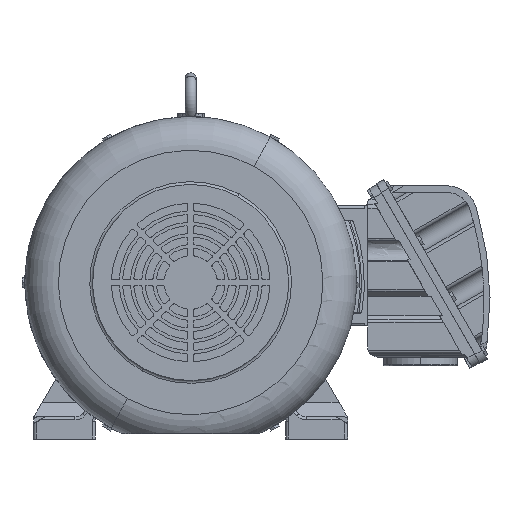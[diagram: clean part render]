
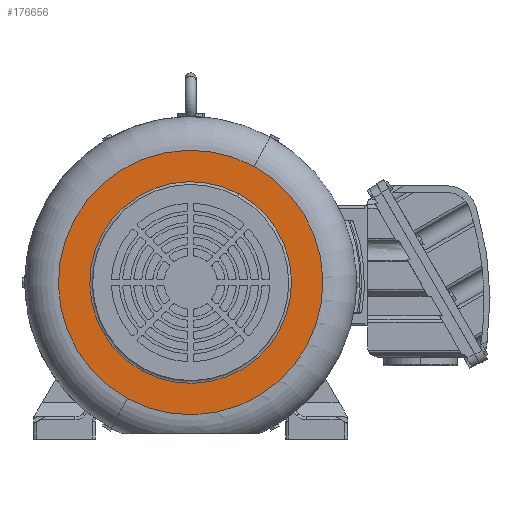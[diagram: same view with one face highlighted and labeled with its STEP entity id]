
A CAD part, left-side view. The second image highlights one B-rep face of the part: STEP entity #176656.
In plain terms, the highlighted planar face has unit normal (-1, 0, 0).
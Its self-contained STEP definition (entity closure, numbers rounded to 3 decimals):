
#176055=CARTESIAN_POINT('Vertex',(-715.,113.144,-207.109)) ;
#176058=CARTESIAN_POINT('Axis2P3D Location',(-715.,0.,0.)) ;
#176062=CARTESIAN_POINT('Vertex',(-715.,-113.144,207.109)) ;
#176615=CARTESIAN_POINT('Axis2P3D Location',(-715.,0.,0.)) ;
#176629=CARTESIAN_POINT('Axis2P3D Location',(-715.,0.,236.)) ;
#176638=CARTESIAN_POINT('Axis2P3D Location',(-715.,0.,0.)) ;
#176642=CARTESIAN_POINT('Vertex',(-715.,86.297,-157.965)) ;
#176644=CARTESIAN_POINT('Vertex',(-715.,-86.297,157.965)) ;
#176647=CARTESIAN_POINT('Axis2P3D Location',(-715.,0.,0.)) ;
#176059=DIRECTION('Axis2P3D Direction',(1.,0.,0.)) ;
#176616=DIRECTION('Axis2P3D Direction',(1.,0.,0.)) ;
#176630=DIRECTION('Axis2P3D Direction',(1.,0.,0.)) ;
#176631=DIRECTION('Axis2P3D XDirection',(0.,-1.,0.)) ;
#176639=DIRECTION('Axis2P3D Direction',(1.,0.,0.)) ;
#176648=DIRECTION('Axis2P3D Direction',(1.,0.,0.)) ;
#176060=AXIS2_PLACEMENT_3D('Circle Axis2P3D',#176058,#176059,$) ;
#176617=AXIS2_PLACEMENT_3D('Circle Axis2P3D',#176615,#176616,$) ;
#176632=AXIS2_PLACEMENT_3D('Plane Axis2P3D',#176629,#176630,#176631) ;
#176640=AXIS2_PLACEMENT_3D('Circle Axis2P3D',#176638,#176639,$) ;
#176649=AXIS2_PLACEMENT_3D('Circle Axis2P3D',#176647,#176648,$) ;
#176635=ORIENTED_EDGE('',*,*,#176619,.F.) ;
#176636=ORIENTED_EDGE('',*,*,#176064,.F.) ;
#176653=ORIENTED_EDGE('',*,*,#176646,.T.) ;
#176654=ORIENTED_EDGE('',*,*,#176651,.T.) ;
#176655=FACE_BOUND('',#176652,.T.) ;
#176656=ADVANCED_FACE('PartBody',(#176637,#176655),#176633,.F.) ;
#176061=CIRCLE('generated circle',#176060,236.) ;
#176618=CIRCLE('generated circle',#176617,236.) ;
#176641=CIRCLE('generated circle',#176640,180.) ;
#176650=CIRCLE('generated circle',#176649,180.) ;
#176064=EDGE_CURVE('',#176056,#176063,#176061,.T.) ;
#176619=EDGE_CURVE('',#176063,#176056,#176618,.T.) ;
#176646=EDGE_CURVE('',#176643,#176645,#176641,.T.) ;
#176651=EDGE_CURVE('',#176645,#176643,#176650,.T.) ;
#176634=EDGE_LOOP('',(#176635,#176636)) ;
#176652=EDGE_LOOP('',(#176653,#176654)) ;
#176637=FACE_OUTER_BOUND('',#176634,.T.) ;
#176633=PLANE('',#176632) ;
#176056=VERTEX_POINT('',#176055) ;
#176063=VERTEX_POINT('',#176062) ;
#176643=VERTEX_POINT('',#176642) ;
#176645=VERTEX_POINT('',#176644) ;
